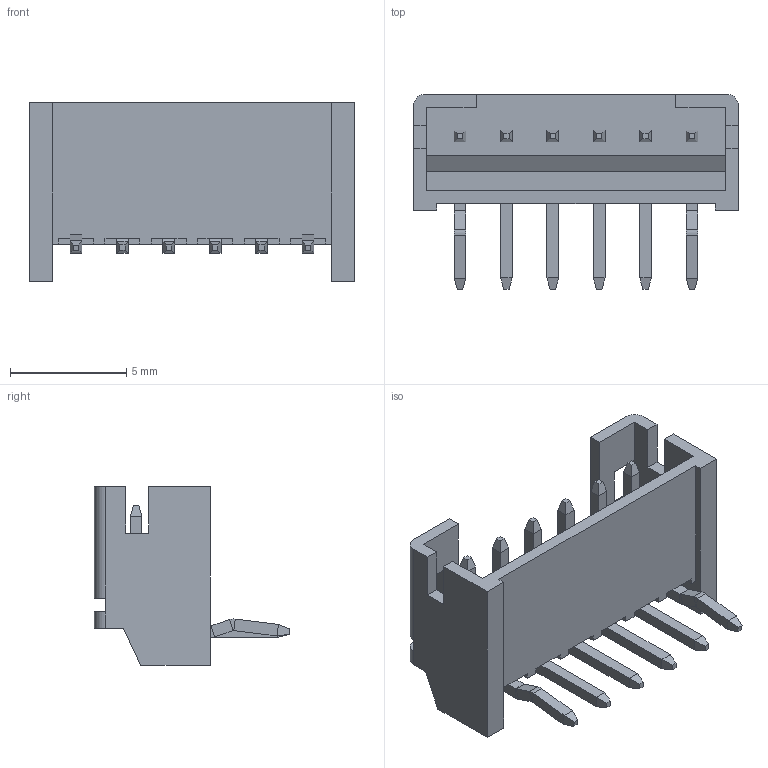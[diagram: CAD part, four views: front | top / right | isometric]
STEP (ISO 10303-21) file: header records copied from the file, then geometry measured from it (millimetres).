
FILE_DESCRIPTION (( 'STEP AP203' ), '1' );
FILE_NAME ('140-506-415-000.STEP', '2020-03-31T19:42:15', ( '' ), ( '' ), 'SwSTEP 2.0', 'SolidWorks 2016', '' );
FILE_SCHEMA (( 'CONFIG_CONTROL_DESIGN' ));
Length unit declared in the file: millimetre
Products named in the file (4): RA Contact_Kink; RA Contact_Str; 140-506-415-000; RA Housing_506
Assembly tree (7 placements, depth 2):
  140-506-415-000
    RA Housing_506
    RA Contact_Kink  x2
    RA Contact_Str  x4
Bounding box: 14 x 8.41 x 7.7 mm (x, y, z)
Volume: 179 mm3; surface area: 654.1 mm2
Topology: 7 solids, 7 shells, 259 faces, 609 edges, 362 vertices
Faces by surface type: plane 235, cylinder 24
Entity records: 5157 total; most frequent: CARTESIAN_POINT 816, ORIENTED_EDGE 802, DIRECTION 755, EDGE_CURVE 401, LINE 377, VECTOR 377, VERTEX_POINT 250, AXIS2_PLACEMENT_3D 189
